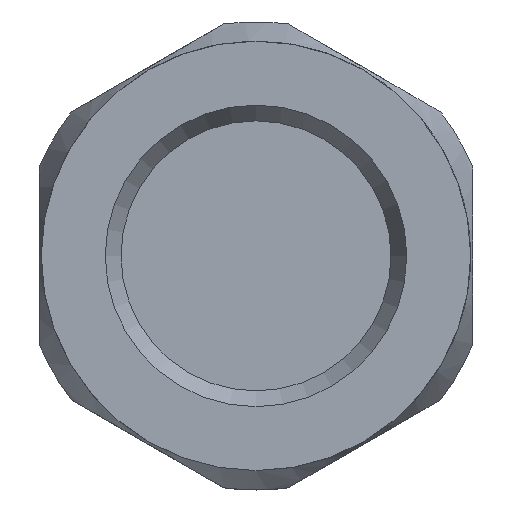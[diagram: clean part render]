
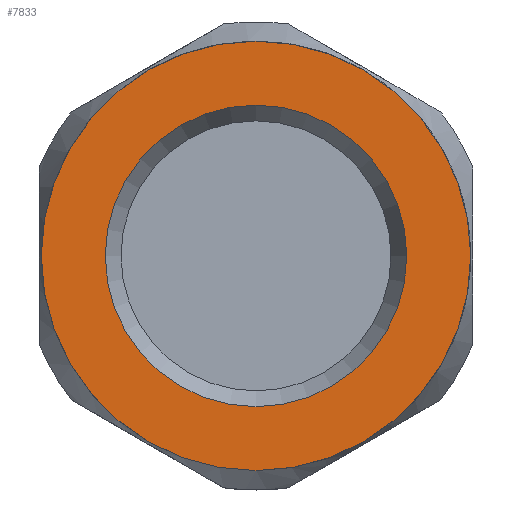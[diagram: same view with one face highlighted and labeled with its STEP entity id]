
A CAD part, front view. The second image highlights one B-rep face of the part: STEP entity #7833.
In plain terms, the highlighted planar face has unit normal (0, -1, 0).
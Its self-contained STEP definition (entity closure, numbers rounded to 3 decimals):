
#1499=PLANE('',#8184);
#1818=ORIENTED_EDGE('',*,*,#3428,.T.);
#1819=ORIENTED_EDGE('',*,*,#3429,.F.);
#3428=EDGE_CURVE('',#4233,#4233,#4547,.T.);
#3429=EDGE_CURVE('',#4234,#4234,#4548,.T.);
#4233=VERTEX_POINT('',#10443);
#4234=VERTEX_POINT('',#10445);
#4547=CIRCLE('',#8185,9.4);
#4548=CIRCLE('',#8186,6.6);
#4612=EDGE_LOOP('',(#1818));
#4613=EDGE_LOOP('',(#1819));
#5041=FACE_BOUND('',#4612,.T.);
#5042=FACE_BOUND('',#4613,.T.);
#7833=ADVANCED_FACE('',(#5041,#5042),#1499,.T.);
#8184=AXIS2_PLACEMENT_3D('',#10441,#8323,#8324);
#8185=AXIS2_PLACEMENT_3D('',#10442,#8325,#8326);
#8186=AXIS2_PLACEMENT_3D('',#10444,#8327,#8328);
#8323=DIRECTION('',(0.,-1.,0.));
#8324=DIRECTION('',(0.,0.,-1.));
#8325=DIRECTION('',(0.,-1.,0.));
#8326=DIRECTION('',(0.,0.,-1.));
#8327=DIRECTION('',(0.,-1.,0.));
#8328=DIRECTION('',(0.,0.,-1.));
#10441=CARTESIAN_POINT('',(-9.5,0.,5.485));
#10442=CARTESIAN_POINT('',(0.,0.,0.));
#10443=CARTESIAN_POINT('',(0.,0.,-9.4));
#10444=CARTESIAN_POINT('',(0.,0.,0.));
#10445=CARTESIAN_POINT('',(0.,0.,-6.6));
